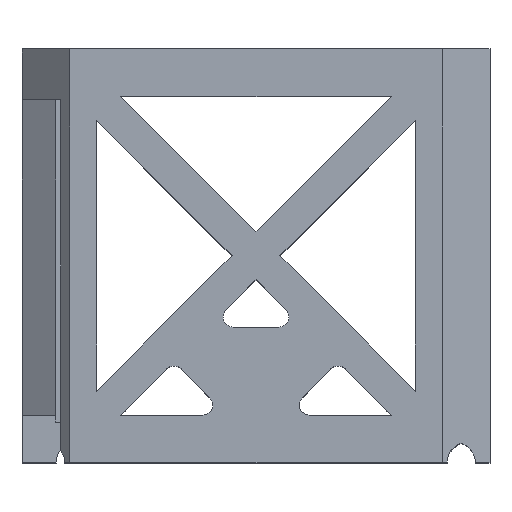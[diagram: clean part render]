
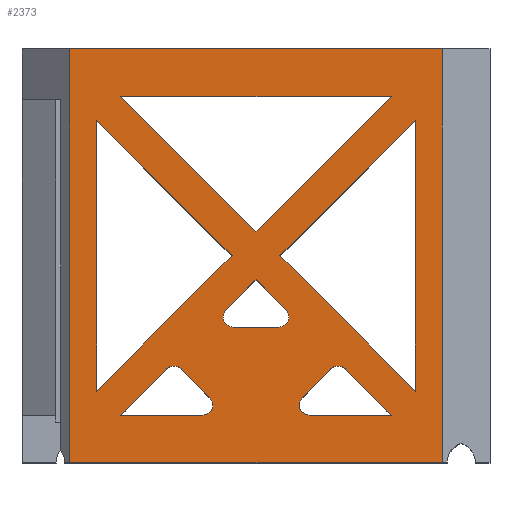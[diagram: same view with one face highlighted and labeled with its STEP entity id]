
A CAD part, top view. The second image highlights one B-rep face of the part: STEP entity #2373.
In plain terms, the highlighted planar face has unit normal (0, 0, 1).
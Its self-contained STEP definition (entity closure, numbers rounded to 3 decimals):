
#34=FACE_BOUND('',#402,.T.);
#35=FACE_BOUND('',#403,.T.);
#36=FACE_BOUND('',#404,.T.);
#37=FACE_BOUND('',#405,.T.);
#38=FACE_BOUND('',#406,.T.);
#39=FACE_BOUND('',#407,.T.);
#164=PLANE('',#2547);
#273=FACE_OUTER_BOUND('',#401,.T.);
#401=EDGE_LOOP('',(#2203,#2204,#2205,#2206));
#402=EDGE_LOOP('',(#2207,#2208,#2209,#2210,#2211));
#403=EDGE_LOOP('',(#2212,#2213,#2214,#2215,#2216));
#404=EDGE_LOOP('',(#2217,#2218,#2219));
#405=EDGE_LOOP('',(#2220,#2221,#2222,#2223,#2224));
#406=EDGE_LOOP('',(#2225,#2226,#2227));
#407=EDGE_LOOP('',(#2228,#2229,#2230));
#421=LINE('',#3184,#707);
#431=LINE('',#3228,#717);
#435=LINE('',#3240,#721);
#445=LINE('',#3282,#731);
#449=LINE('',#3296,#735);
#470=LINE('',#3360,#756);
#472=LINE('',#3364,#758);
#476=LINE('',#3372,#762);
#477=LINE('',#3374,#763);
#596=LINE('',#3652,#882);
#598=LINE('',#3658,#884);
#606=LINE('',#3674,#892);
#626=LINE('',#3715,#912);
#657=LINE('',#3779,#943);
#662=LINE('',#3789,#948);
#664=LINE('',#3792,#950);
#675=LINE('',#3815,#961);
#680=LINE('',#3825,#966);
#682=LINE('',#3828,#968);
#687=LINE('',#3839,#973);
#692=LINE('',#3849,#978);
#694=LINE('',#3852,#980);
#707=VECTOR('',#2570,10.);
#717=VECTOR('',#2592,10.);
#721=VECTOR('',#2604,10.);
#731=VECTOR('',#2622,10.);
#735=VECTOR('',#2636,10.);
#756=VECTOR('',#2711,10.);
#758=VECTOR('',#2715,10.);
#762=VECTOR('',#2723,10.);
#763=VECTOR('',#2726,10.);
#882=VECTOR('',#2927,10.);
#884=VECTOR('',#2931,10.);
#892=VECTOR('',#2947,10.);
#912=VECTOR('',#2997,10.);
#943=VECTOR('',#3070,10.);
#948=VECTOR('',#3079,10.);
#950=VECTOR('',#3083,10.);
#961=VECTOR('',#3106,10.);
#966=VECTOR('',#3115,10.);
#968=VECTOR('',#3119,10.);
#973=VECTOR('',#3130,10.);
#978=VECTOR('',#3139,10.);
#980=VECTOR('',#3143,10.);
#985=CIRCLE('',#2391,1.5);
#986=CIRCLE('',#2395,1.5);
#988=CIRCLE('',#2398,1.5);
#990=CIRCLE('',#2402,1.5);
#991=CIRCLE('',#2405,1.5);
#993=CIRCLE('',#2410,1.5);
#1006=VERTEX_POINT('',#3162);
#1007=VERTEX_POINT('',#3164);
#1015=VERTEX_POINT('',#3182);
#1017=VERTEX_POINT('',#3203);
#1020=VERTEX_POINT('',#3210);
#1021=VERTEX_POINT('',#3212);
#1027=VERTEX_POINT('',#3226);
#1029=VERTEX_POINT('',#3232);
#1031=VERTEX_POINT('',#3238);
#1034=VERTEX_POINT('',#3260);
#1035=VERTEX_POINT('',#3262);
#1043=VERTEX_POINT('',#3280);
#1045=VERTEX_POINT('',#3286);
#1048=VERTEX_POINT('',#3294);
#1065=VERTEX_POINT('',#3363);
#1184=VERTEX_POINT('',#3647);
#1185=VERTEX_POINT('',#3650);
#1186=VERTEX_POINT('',#3654);
#1188=VERTEX_POINT('',#3657);
#1209=VERTEX_POINT('',#3776);
#1210=VERTEX_POINT('',#3778);
#1213=VERTEX_POINT('',#3788);
#1218=VERTEX_POINT('',#3812);
#1219=VERTEX_POINT('',#3814);
#1222=VERTEX_POINT('',#3824);
#1224=VERTEX_POINT('',#3836);
#1225=VERTEX_POINT('',#3838);
#1228=VERTEX_POINT('',#3848);
#1232=EDGE_CURVE('',#1006,#1007,#985,.T.);
#1242=EDGE_CURVE('',#1015,#1006,#421,.T.);
#1245=EDGE_CURVE('',#1017,#1015,#986,.T.);
#1248=EDGE_CURVE('',#1020,#1021,#988,.T.);
#1256=EDGE_CURVE('',#1020,#1027,#431,.T.);
#1259=EDGE_CURVE('',#1029,#1027,#990,.T.);
#1262=EDGE_CURVE('',#1029,#1031,#435,.T.);
#1265=EDGE_CURVE('',#1034,#1035,#991,.T.);
#1275=EDGE_CURVE('',#1034,#1043,#445,.T.);
#1278=EDGE_CURVE('',#1045,#1043,#993,.T.);
#1282=EDGE_CURVE('',#1045,#1048,#449,.T.);
#1315=EDGE_CURVE('',#1031,#1021,#470,.T.);
#1317=EDGE_CURVE('',#1065,#1007,#472,.T.);
#1322=EDGE_CURVE('',#1017,#1065,#476,.T.);
#1323=EDGE_CURVE('',#1048,#1035,#477,.T.);
#1463=EDGE_CURVE('',#1184,#1185,#596,.T.);
#1465=EDGE_CURVE('',#1188,#1186,#598,.T.);
#1475=EDGE_CURVE('',#1188,#1185,#606,.T.);
#1497=EDGE_CURVE('',#1184,#1186,#626,.T.);
#1528=EDGE_CURVE('',#1210,#1209,#657,.T.);
#1533=EDGE_CURVE('',#1213,#1210,#662,.T.);
#1535=EDGE_CURVE('',#1209,#1213,#664,.T.);
#1546=EDGE_CURVE('',#1219,#1218,#675,.T.);
#1551=EDGE_CURVE('',#1222,#1219,#680,.T.);
#1553=EDGE_CURVE('',#1218,#1222,#682,.T.);
#1558=EDGE_CURVE('',#1225,#1224,#687,.T.);
#1563=EDGE_CURVE('',#1228,#1225,#692,.T.);
#1565=EDGE_CURVE('',#1224,#1228,#694,.T.);
#2203=ORIENTED_EDGE('',*,*,#1463,.T.);
#2204=ORIENTED_EDGE('',*,*,#1475,.F.);
#2205=ORIENTED_EDGE('',*,*,#1465,.T.);
#2206=ORIENTED_EDGE('',*,*,#1497,.F.);
#2207=ORIENTED_EDGE('',*,*,#1282,.T.);
#2208=ORIENTED_EDGE('',*,*,#1323,.T.);
#2209=ORIENTED_EDGE('',*,*,#1265,.F.);
#2210=ORIENTED_EDGE('',*,*,#1275,.T.);
#2211=ORIENTED_EDGE('',*,*,#1278,.F.);
#2212=ORIENTED_EDGE('',*,*,#1256,.T.);
#2213=ORIENTED_EDGE('',*,*,#1259,.F.);
#2214=ORIENTED_EDGE('',*,*,#1262,.T.);
#2215=ORIENTED_EDGE('',*,*,#1315,.T.);
#2216=ORIENTED_EDGE('',*,*,#1248,.F.);
#2217=ORIENTED_EDGE('',*,*,#1535,.T.);
#2218=ORIENTED_EDGE('',*,*,#1533,.T.);
#2219=ORIENTED_EDGE('',*,*,#1528,.T.);
#2220=ORIENTED_EDGE('',*,*,#1322,.T.);
#2221=ORIENTED_EDGE('',*,*,#1317,.T.);
#2222=ORIENTED_EDGE('',*,*,#1232,.F.);
#2223=ORIENTED_EDGE('',*,*,#1242,.F.);
#2224=ORIENTED_EDGE('',*,*,#1245,.F.);
#2225=ORIENTED_EDGE('',*,*,#1553,.T.);
#2226=ORIENTED_EDGE('',*,*,#1551,.T.);
#2227=ORIENTED_EDGE('',*,*,#1546,.T.);
#2228=ORIENTED_EDGE('',*,*,#1565,.T.);
#2229=ORIENTED_EDGE('',*,*,#1563,.T.);
#2230=ORIENTED_EDGE('',*,*,#1558,.T.);
#2373=ADVANCED_FACE('',(#273,#34,#35,#36,#37,#38,#39),#164,.T.);
#2391=AXIS2_PLACEMENT_3D('',#3165,#2556,#2557);
#2395=AXIS2_PLACEMENT_3D('',#3205,#2574,#2575);
#2398=AXIS2_PLACEMENT_3D('',#3213,#2581,#2582);
#2402=AXIS2_PLACEMENT_3D('',#3234,#2598,#2599);
#2405=AXIS2_PLACEMENT_3D('',#3263,#2608,#2609);
#2410=AXIS2_PLACEMENT_3D('',#3288,#2628,#2629);
#2547=AXIS2_PLACEMENT_3D('',#3860,#3153,#3154);
#2556=DIRECTION('center_axis',(0.,0.,1.));
#2557=DIRECTION('ref_axis',(0.,1.,0.));
#2570=DIRECTION('',(-0.707,0.707,0.));
#2574=DIRECTION('center_axis',(0.,0.,1.));
#2575=DIRECTION('ref_axis',(0.924,-0.383,0.));
#2581=DIRECTION('center_axis',(0.,0.,1.));
#2582=DIRECTION('ref_axis',(0.924,-0.383,0.));
#2592=DIRECTION('',(-1.,0.,0.));
#2598=DIRECTION('center_axis',(0.,0.,1.));
#2599=DIRECTION('ref_axis',(-0.924,-0.383,0.));
#2604=DIRECTION('',(0.707,0.707,0.));
#2608=DIRECTION('center_axis',(0.,0.,1.));
#2609=DIRECTION('ref_axis',(-0.924,-0.383,0.));
#2622=DIRECTION('',(0.707,0.707,0.));
#2628=DIRECTION('center_axis',(0.,0.,1.));
#2629=DIRECTION('ref_axis',(0.,1.,0.));
#2636=DIRECTION('',(0.707,-0.707,0.));
#2711=DIRECTION('',(0.707,-0.707,0.));
#2715=DIRECTION('',(0.707,0.707,0.));
#2723=DIRECTION('',(-1.,0.,0.));
#2726=DIRECTION('',(-1.,0.,0.));
#2927=DIRECTION('',(0.,1.,0.));
#2931=DIRECTION('',(0.,-1.,0.));
#2947=DIRECTION('',(1.,0.,0.));
#2997=DIRECTION('',(-1.,0.,0.));
#3070=DIRECTION('',(-0.707,-0.707,0.));
#3079=DIRECTION('',(0.707,-0.707,0.));
#3083=DIRECTION('',(0.,1.,0.));
#3106=DIRECTION('',(-0.707,-0.707,0.));
#3115=DIRECTION('',(1.,0.,0.));
#3119=DIRECTION('',(-0.707,0.707,0.));
#3130=DIRECTION('',(-0.707,0.707,0.));
#3139=DIRECTION('',(0.,-1.,0.));
#3143=DIRECTION('',(0.707,0.707,0.));
#3153=DIRECTION('center_axis',(0.,0.,1.));
#3154=DIRECTION('ref_axis',(1.,0.,0.));
#3162=CARTESIAN_POINT('',(-11.043,13.8,22.75));
#3164=CARTESIAN_POINT('',(-13.164,13.8,22.75));
#3165=CARTESIAN_POINT('Origin',(-12.104,12.74,22.75));
#3182=CARTESIAN_POINT('',(-6.803,9.561,22.75));
#3184=CARTESIAN_POINT('',(0.,2.757,22.75));
#3203=CARTESIAN_POINT('',(-7.864,7.,22.75));
#3205=CARTESIAN_POINT('Origin',(-7.864,8.5,22.75));
#3210=CARTESIAN_POINT('',(3.361,19.982,22.75));
#3212=CARTESIAN_POINT('',(4.422,22.543,22.75));
#3213=CARTESIAN_POINT('Origin',(3.361,21.482,22.75));
#3226=CARTESIAN_POINT('',(-3.361,19.982,22.75));
#3228=CARTESIAN_POINT('',(17.225,19.982,22.75));
#3232=CARTESIAN_POINT('',(-4.422,22.543,22.75));
#3234=CARTESIAN_POINT('Origin',(-3.361,21.482,22.75));
#3238=CARTESIAN_POINT('',(0.,26.964,22.75));
#3240=CARTESIAN_POINT('',(-25.348,1.616,22.75));
#3260=CARTESIAN_POINT('',(6.803,9.561,22.75));
#3262=CARTESIAN_POINT('',(7.864,7.,22.75));
#3263=CARTESIAN_POINT('Origin',(7.864,8.5,22.75));
#3280=CARTESIAN_POINT('',(11.043,13.8,22.75));
#3282=CARTESIAN_POINT('',(0.,2.757,22.75));
#3286=CARTESIAN_POINT('',(13.164,13.8,22.75));
#3288=CARTESIAN_POINT('Origin',(12.104,12.74,22.75));
#3294=CARTESIAN_POINT('',(19.964,7.,22.75));
#3296=CARTESIAN_POINT('',(-1.884,28.848,22.75));
#3360=CARTESIAN_POINT('',(-1.884,28.848,22.75));
#3363=CARTESIAN_POINT('',(-19.964,7.,22.75));
#3364=CARTESIAN_POINT('',(-25.348,1.616,22.75));
#3372=CARTESIAN_POINT('',(-7.268,7.,22.75));
#3374=CARTESIAN_POINT('',(-7.268,7.,22.75));
#3647=CARTESIAN_POINT('',(27.429,0.,22.75));
#3650=CARTESIAN_POINT('',(27.429,61.,22.75));
#3652=CARTESIAN_POINT('',(27.429,30.5,22.75));
#3654=CARTESIAN_POINT('',(-27.429,0.,22.75));
#3657=CARTESIAN_POINT('',(-27.429,61.,22.75));
#3658=CARTESIAN_POINT('',(-27.429,30.5,22.75));
#3674=CARTESIAN_POINT('',(34.5,61.,22.75));
#3715=CARTESIAN_POINT('',(34.5,0.,22.75));
#3776=CARTESIAN_POINT('',(-23.5,10.536,22.75));
#3778=CARTESIAN_POINT('',(-3.536,30.5,22.75));
#3779=CARTESIAN_POINT('',(-18.902,15.134,22.75));
#3788=CARTESIAN_POINT('',(-23.5,50.464,22.75));
#3789=CARTESIAN_POINT('',(-13.634,40.598,22.75));
#3792=CARTESIAN_POINT('',(-23.5,5.268,22.75));
#3812=CARTESIAN_POINT('',(0.,34.036,22.75));
#3814=CARTESIAN_POINT('',(19.964,54.,22.75));
#3815=CARTESIAN_POINT('',(-7.152,26.884,22.75));
#3824=CARTESIAN_POINT('',(-19.964,54.,22.75));
#3825=CARTESIAN_POINT('',(-27.232,54.,22.75));
#3828=CARTESIAN_POINT('',(-0.116,34.152,22.75));
#3836=CARTESIAN_POINT('',(3.536,30.5,22.75));
#3838=CARTESIAN_POINT('',(23.5,10.536,22.75));
#3839=CARTESIAN_POINT('',(11.634,22.402,22.75));
#3848=CARTESIAN_POINT('',(23.5,50.464,22.75));
#3849=CARTESIAN_POINT('',(23.5,25.232,22.75));
#3852=CARTESIAN_POINT('',(-13.598,13.366,22.75));
#3860=CARTESIAN_POINT('Origin',(-34.5,0.,22.75));
